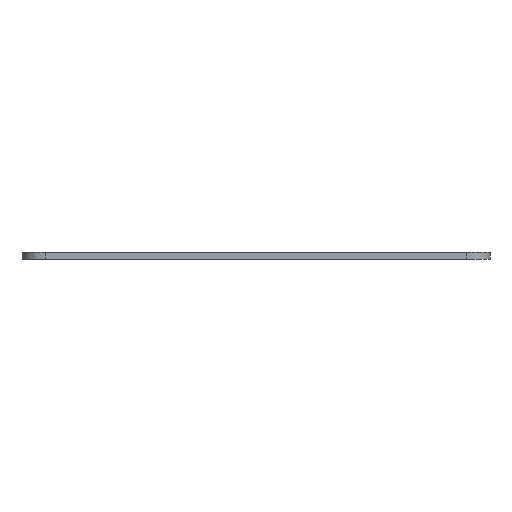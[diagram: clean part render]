
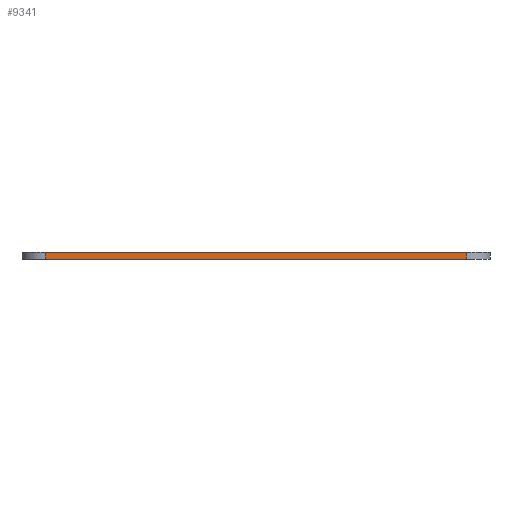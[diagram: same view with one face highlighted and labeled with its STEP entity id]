
A CAD part, left-side view. The second image highlights one B-rep face of the part: STEP entity #9341.
In plain terms, the highlighted planar face has unit normal (-1, 0, 0).
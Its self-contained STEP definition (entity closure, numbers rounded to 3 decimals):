
#1455=FACE_OUTER_BOUND('',#1994,.T.);
#1994=EDGE_LOOP('',(#8377,#8378,#8379,#8380));
#2697=LINE('',#18237,#3458);
#2736=LINE('',#18397,#3497);
#2737=LINE('',#18400,#3498);
#2738=LINE('',#18401,#3499);
#3458=VECTOR('',#10612,10.);
#3497=VECTOR('',#10747,10.);
#3498=VECTOR('',#10750,10.);
#3499=VECTOR('',#10751,10.);
#4392=VERTEX_POINT('',#18234);
#4393=VERTEX_POINT('',#18236);
#4465=VERTEX_POINT('',#18393);
#4467=VERTEX_POINT('',#18399);
#5718=EDGE_CURVE('',#4392,#4393,#2697,.T.);
#5795=EDGE_CURVE('',#4393,#4465,#2736,.T.);
#5796=EDGE_CURVE('',#4467,#4392,#2737,.T.);
#5797=EDGE_CURVE('',#4465,#4467,#2738,.T.);
#8377=ORIENTED_EDGE('',*,*,#5795,.F.);
#8378=ORIENTED_EDGE('',*,*,#5718,.F.);
#8379=ORIENTED_EDGE('',*,*,#5796,.F.);
#8380=ORIENTED_EDGE('',*,*,#5797,.F.);
#8881=PLANE('',#9612);
#9341=ADVANCED_FACE('',(#1455),#8881,.T.);
#9612=AXIS2_PLACEMENT_3D('',#18398,#10748,#10749);
#10612=DIRECTION('',(0.,1.,0.));
#10747=DIRECTION('',(0.,0.,1.));
#10748=DIRECTION('center_axis',(-1.,0.,0.));
#10749=DIRECTION('ref_axis',(0.,-1.,0.));
#10750=DIRECTION('',(0.,0.,-1.));
#10751=DIRECTION('',(0.,-1.,0.));
#18234=CARTESIAN_POINT('',(-10.19,-62.92,0.));
#18236=CARTESIAN_POINT('',(-10.19,28.399,0.));
#18237=CARTESIAN_POINT('',(-10.19,-67.92,0.));
#18393=CARTESIAN_POINT('',(-10.19,28.399,1.5));
#18397=CARTESIAN_POINT('',(-10.19,28.399,0.));
#18398=CARTESIAN_POINT('Origin',(-10.19,33.399,0.));
#18399=CARTESIAN_POINT('',(-10.19,-62.92,1.5));
#18400=CARTESIAN_POINT('',(-10.19,-62.92,0.));
#18401=CARTESIAN_POINT('',(-10.19,-67.92,1.5));
